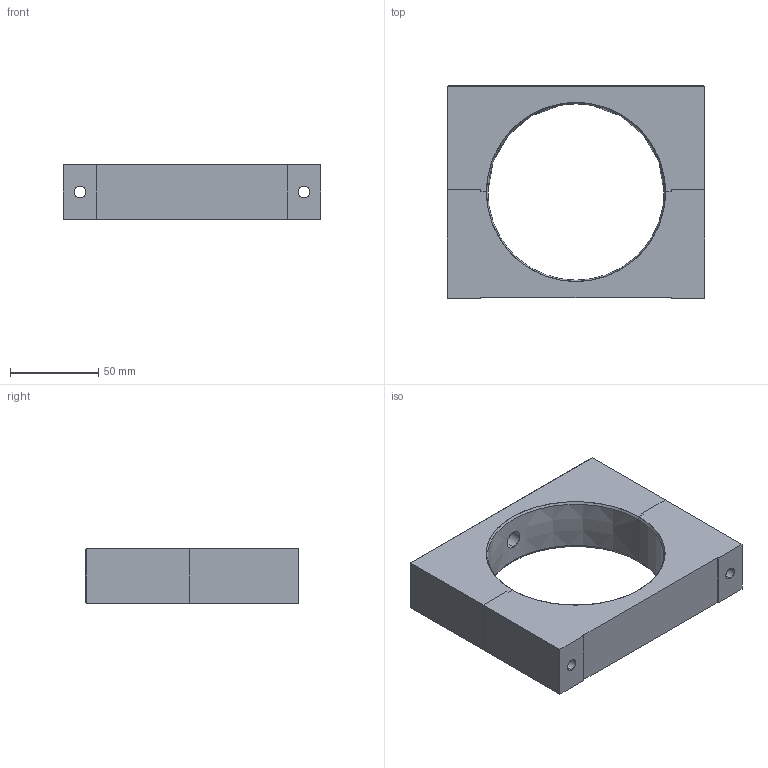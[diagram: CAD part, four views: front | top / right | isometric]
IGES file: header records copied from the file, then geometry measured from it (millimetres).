
Start section: SolidWorks IGES file using analytic representation for surfaces
Global section: file name: MB40RL.IGS; native system: SolidWorks 2014; preprocessor: SolidWorks 2014; author: oavpennington; date: 200602.091602; units: millimetre
Bounding box: 146.05 x 120.65 x 31.1 mm (x, y, z)
Surface area: 53577.3 mm2 (no closed solid volume)
Topology: 0 solids, 0 shells, 52 faces, 834 edges, 834 vertices
Faces by surface type: bspline 32, revolution 20
